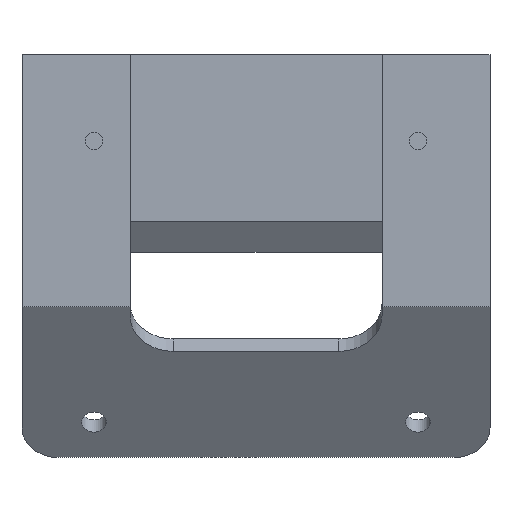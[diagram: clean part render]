
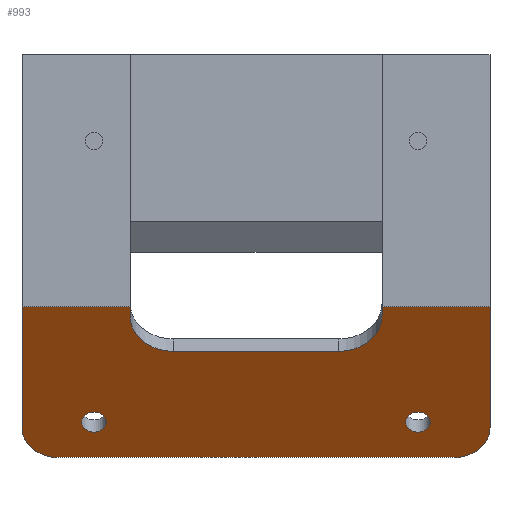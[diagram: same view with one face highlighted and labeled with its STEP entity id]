
A CAD part, left-side view. The second image highlights one B-rep face of the part: STEP entity #993.
In plain terms, the highlighted planar face has unit normal (-0.819, 0, -0.574).
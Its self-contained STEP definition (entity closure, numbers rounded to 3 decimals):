
#15=FACE_BOUND('',#134,.T.);
#16=FACE_BOUND('',#135,.T.);
#26=PLANE('',#1067);
#81=FACE_OUTER_BOUND('',#133,.T.);
#133=EDGE_LOOP('',(#721,#722,#723,#724,#725,#726,#727,#728,#729,#730,#731,
#732));
#134=EDGE_LOOP('',(#733));
#135=EDGE_LOOP('',(#734));
#195=LINE('',#1423,#321);
#198=LINE('',#1429,#324);
#199=LINE('',#1431,#325);
#200=LINE('',#1433,#326);
#201=LINE('',#1437,#327);
#202=LINE('',#1441,#328);
#203=LINE('',#1443,#329);
#204=LINE('',#1445,#330);
#321=VECTOR('',#1159,10.);
#324=VECTOR('',#1164,10.);
#325=VECTOR('',#1165,10.);
#326=VECTOR('',#1166,10.);
#327=VECTOR('',#1169,10.);
#328=VECTOR('',#1172,10.);
#329=VECTOR('',#1173,10.);
#330=VECTOR('',#1174,10.);
#448=CIRCLE('',#1065,5.);
#449=CIRCLE('',#1068,6.);
#450=CIRCLE('',#1069,6.);
#451=CIRCLE('',#1070,5.);
#452=CIRCLE('',#1071,1.7);
#453=CIRCLE('',#1072,1.7);
#467=VERTEX_POINT('',#1416);
#468=VERTEX_POINT('',#1418);
#469=VERTEX_POINT('',#1422);
#471=VERTEX_POINT('',#1428);
#472=VERTEX_POINT('',#1430);
#473=VERTEX_POINT('',#1432);
#474=VERTEX_POINT('',#1434);
#475=VERTEX_POINT('',#1436);
#476=VERTEX_POINT('',#1438);
#477=VERTEX_POINT('',#1440);
#478=VERTEX_POINT('',#1442);
#479=VERTEX_POINT('',#1444);
#480=VERTEX_POINT('',#1447);
#481=VERTEX_POINT('',#1449);
#565=EDGE_CURVE('',#467,#468,#448,.T.);
#567=EDGE_CURVE('',#468,#469,#195,.T.);
#570=EDGE_CURVE('',#471,#467,#198,.T.);
#571=EDGE_CURVE('',#471,#472,#199,.T.);
#572=EDGE_CURVE('',#472,#473,#200,.T.);
#573=EDGE_CURVE('',#474,#473,#449,.T.);
#574=EDGE_CURVE('',#474,#475,#201,.T.);
#575=EDGE_CURVE('',#476,#475,#450,.T.);
#576=EDGE_CURVE('',#476,#477,#202,.T.);
#577=EDGE_CURVE('',#477,#478,#203,.T.);
#578=EDGE_CURVE('',#479,#478,#204,.T.);
#579=EDGE_CURVE('',#469,#479,#451,.T.);
#580=EDGE_CURVE('',#480,#480,#452,.T.);
#581=EDGE_CURVE('',#481,#481,#453,.T.);
#721=ORIENTED_EDGE('',*,*,#565,.F.);
#722=ORIENTED_EDGE('',*,*,#570,.F.);
#723=ORIENTED_EDGE('',*,*,#571,.T.);
#724=ORIENTED_EDGE('',*,*,#572,.T.);
#725=ORIENTED_EDGE('',*,*,#573,.F.);
#726=ORIENTED_EDGE('',*,*,#574,.T.);
#727=ORIENTED_EDGE('',*,*,#575,.F.);
#728=ORIENTED_EDGE('',*,*,#576,.T.);
#729=ORIENTED_EDGE('',*,*,#577,.T.);
#730=ORIENTED_EDGE('',*,*,#578,.F.);
#731=ORIENTED_EDGE('',*,*,#579,.F.);
#732=ORIENTED_EDGE('',*,*,#567,.F.);
#733=ORIENTED_EDGE('',*,*,#580,.T.);
#734=ORIENTED_EDGE('',*,*,#581,.T.);
#993=ADVANCED_FACE('',(#81,#15,#16),#26,.T.);
#1065=AXIS2_PLACEMENT_3D('',#1419,#1154,#1155);
#1067=AXIS2_PLACEMENT_3D('',#1427,#1162,#1163);
#1068=AXIS2_PLACEMENT_3D('',#1435,#1167,#1168);
#1069=AXIS2_PLACEMENT_3D('',#1439,#1170,#1171);
#1070=AXIS2_PLACEMENT_3D('',#1446,#1175,#1176);
#1071=AXIS2_PLACEMENT_3D('',#1448,#1177,#1178);
#1072=AXIS2_PLACEMENT_3D('',#1450,#1179,#1180);
#1154=DIRECTION('center_axis',(0.819,0.,0.574));
#1155=DIRECTION('ref_axis',(0.406,-0.707,-0.579));
#1159=DIRECTION('',(0.,1.,0.));
#1162=DIRECTION('center_axis',(-0.819,0.,-0.574));
#1163=DIRECTION('ref_axis',(-0.574,0.,0.819));
#1164=DIRECTION('',(0.574,0.,-0.819));
#1165=DIRECTION('',(0.,1.,0.));
#1166=DIRECTION('',(0.574,0.,-0.819));
#1167=DIRECTION('center_axis',(-0.819,0.,-0.574));
#1168=DIRECTION('ref_axis',(0.406,-0.707,-0.579));
#1169=DIRECTION('',(0.,1.,0.));
#1170=DIRECTION('center_axis',(-0.819,0.,-0.574));
#1171=DIRECTION('ref_axis',(0.406,0.707,-0.579));
#1172=DIRECTION('',(-0.574,0.,0.819));
#1173=DIRECTION('',(0.,1.,0.));
#1174=DIRECTION('',(-0.574,0.,0.819));
#1175=DIRECTION('center_axis',(0.819,0.,0.574));
#1176=DIRECTION('ref_axis',(0.406,0.707,-0.579));
#1177=DIRECTION('center_axis',(0.819,0.,0.574));
#1178=DIRECTION('ref_axis',(0.,1.,0.));
#1179=DIRECTION('center_axis',(0.819,0.,0.574));
#1180=DIRECTION('ref_axis',(0.,1.,0.));
#1416=CARTESIAN_POINT('',(11.815,-32.5,-51.873));
#1418=CARTESIAN_POINT('',(14.682,-27.5,-55.969));
#1419=CARTESIAN_POINT('Origin',(11.815,-27.5,-51.873));
#1422=CARTESIAN_POINT('',(14.682,27.5,-55.969));
#1423=CARTESIAN_POINT('',(14.682,0.,-55.969));
#1427=CARTESIAN_POINT('Origin',(14.682,0.,-55.969));
#1428=CARTESIAN_POINT('',(0.,-32.5,-35.));
#1429=CARTESIAN_POINT('',(0.,-32.5,-35.));
#1430=CARTESIAN_POINT('',(0.,-17.5,-35.));
#1431=CARTESIAN_POINT('',(0.,0.,-35.));
#1432=CARTESIAN_POINT('',(0.917,-17.5,-36.309));
#1433=CARTESIAN_POINT('',(0.435,-17.5,-35.621));
#1434=CARTESIAN_POINT('',(4.358,-11.5,-41.224));
#1435=CARTESIAN_POINT('Origin',(0.917,-11.5,-36.309));
#1436=CARTESIAN_POINT('',(4.358,11.5,-41.224));
#1437=CARTESIAN_POINT('',(4.358,0.,-41.224));
#1438=CARTESIAN_POINT('',(0.917,17.5,-36.309));
#1439=CARTESIAN_POINT('Origin',(0.917,11.5,-36.309));
#1440=CARTESIAN_POINT('',(0.,17.5,-35.));
#1441=CARTESIAN_POINT('',(-0.881,17.5,-33.742));
#1442=CARTESIAN_POINT('',(0.,32.5,-35.));
#1443=CARTESIAN_POINT('',(0.,0.,-35.));
#1444=CARTESIAN_POINT('',(11.815,32.5,-51.873));
#1445=CARTESIAN_POINT('',(0.,32.5,-35.));
#1446=CARTESIAN_POINT('Origin',(11.815,27.5,-51.873));
#1447=CARTESIAN_POINT('',(11.241,20.8,-51.054));
#1448=CARTESIAN_POINT('Origin',(11.241,22.5,-51.054));
#1449=CARTESIAN_POINT('',(11.241,-24.2,-51.054));
#1450=CARTESIAN_POINT('Origin',(11.241,-22.5,-51.054));
